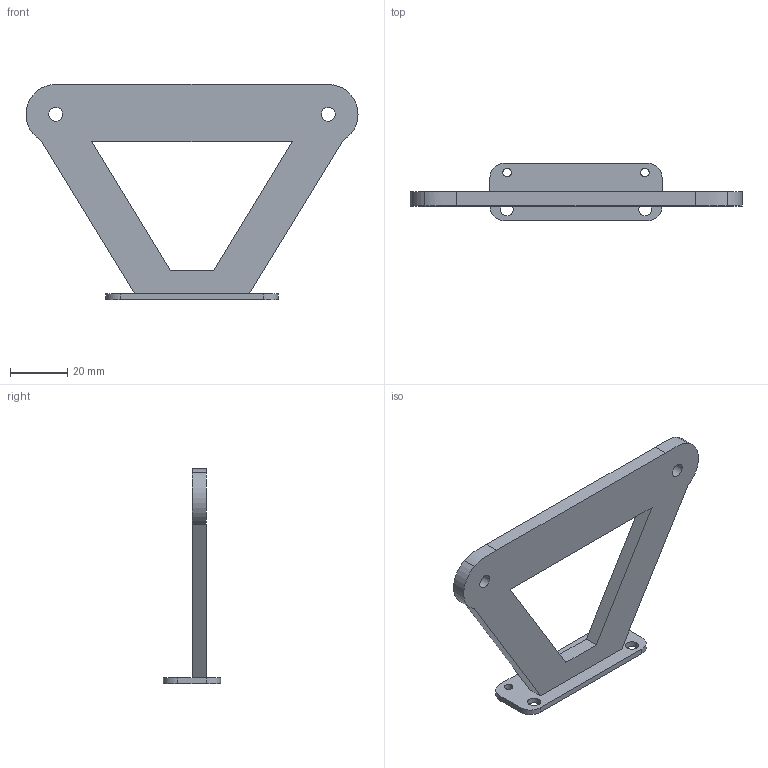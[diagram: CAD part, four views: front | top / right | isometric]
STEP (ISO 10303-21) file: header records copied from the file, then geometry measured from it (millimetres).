
FILE_DESCRIPTION(/* description */ (''),/* implementation_level */ '2;1');
FILE_NAME(/* name */ 'Intel_RealSense_Stand(v1).step',/* time_stamp */ '2025-08-31T15:46:52+07:00',/* author */ (''),/* organization */ (''),/* preprocessor_version */ 'ST-DEVELOPER v20.1',/* originating_system */ 'Autodesk Translation Framework v14.10.0.0',/* authorisation */ '');
FILE_SCHEMA (('AUTOMOTIVE_DESIGN { 1 0 10303 214 3 1 1 }'));
Length unit declared in the file: millimetre
Products named in the file (1): Realsense Stand(v1)
Bounding box: 115.78 x 20 x 74.99 mm (x, y, z)
Volume: 22849.5 mm3; surface area: 13174.5 mm2
Topology: 1 solids, 1 shells, 29 faces, 78 edges, 52 vertices
Faces by surface type: plane 15, cylinder 12, bspline 2
Full cylindrical faces by diameter (mm): 3 x2, 4.5 x2, 4.816 x2
Entity records: 1853 total; most frequent: CARTESIAN_POINT 1050, ORIENTED_EDGE 156, DIRECTION 154, EDGE_CURVE 78, VERTEX_POINT 52, AXIS2_PLACEMENT_3D 52, LINE 50, VECTOR 50
